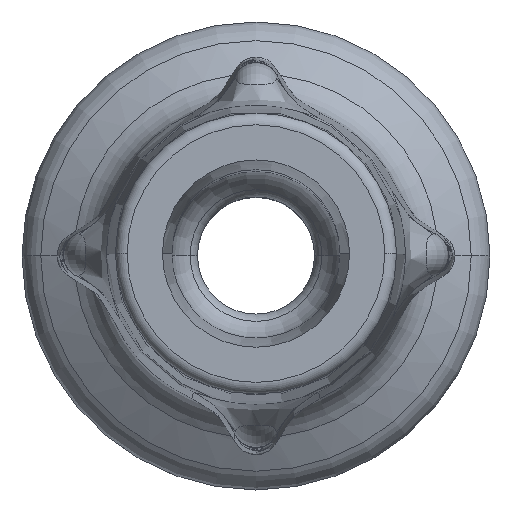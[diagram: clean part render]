
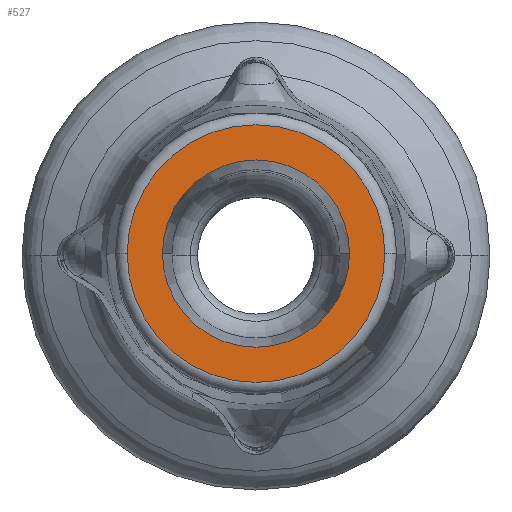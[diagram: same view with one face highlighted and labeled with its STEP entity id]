
A CAD part, top view. The second image highlights one B-rep face of the part: STEP entity #527.
In plain terms, the highlighted planar face has unit normal (0, 0, 1).
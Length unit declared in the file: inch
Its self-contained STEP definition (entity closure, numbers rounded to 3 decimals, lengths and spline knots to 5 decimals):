
#126 = EDGE_CURVE ( 'NONE', #4691, #3354, #1265, .T. ) ;
#353 = FACE_OUTER_BOUND ( 'NONE', #5018, .T. ) ;
#527 = ADVANCED_FACE ( 'NONE', ( #353, #3109 ), #4915, .F. ) ;
#559 = ORIENTED_EDGE ( 'NONE', *, *, #4343, .F. ) ;
#833 = CARTESIAN_POINT ( 'NONE',  ( -0.3, 0., 0. ) ) ;
#1055 = CARTESIAN_POINT ( 'NONE',  ( 0., 0., 0. ) ) ;
#1265 = CIRCLE ( 'NONE', #2030, 0.27531 ) ;
#1281 = DIRECTION ( 'NONE',  ( 0., 0., -1. ) ) ;
#1724 = DIRECTION ( 'NONE',  ( -1., 0., 0. ) ) ;
#1770 = CARTESIAN_POINT ( 'NONE',  ( -0.27531, 0., 0. ) ) ;
#1800 = DIRECTION ( 'NONE',  ( 0., 0., 1. ) ) ;
#2030 = AXIS2_PLACEMENT_3D ( 'NONE', #4055, #2196, #2826 ) ;
#2066 = CARTESIAN_POINT ( 'NONE',  ( 0.27531, 0., 0. ) ) ;
#2130 = DIRECTION ( 'NONE',  ( 0., 0., 1. ) ) ;
#2196 = DIRECTION ( 'NONE',  ( 0., 0., 1. ) ) ;
#2337 = CARTESIAN_POINT ( 'NONE',  ( 0.2, 0., 0. ) ) ;
#2742 = CARTESIAN_POINT ( 'NONE',  ( -0.2, 0., 0. ) ) ;
#2780 = EDGE_CURVE ( 'NONE', #3354, #4691, #3640, .T. ) ;
#2826 = DIRECTION ( 'NONE',  ( -1., 0., 0. ) ) ;
#2867 = DIRECTION ( 'NONE',  ( 0., 0., 1. ) ) ;
#2940 = VERTEX_POINT ( 'NONE', #2742 ) ;
#3109 = FACE_BOUND ( 'NONE', #5013, .T. ) ;
#3155 = ORIENTED_EDGE ( 'NONE', *, *, #126, .T. ) ;
#3354 = VERTEX_POINT ( 'NONE', #1770 ) ;
#3432 = EDGE_CURVE ( 'NONE', #4501, #2940, #5817, .T. ) ;
#3626 = DIRECTION ( 'NONE',  ( 1., 0., 0. ) ) ;
#3640 = CIRCLE ( 'NONE', #5442, 0.27531 ) ;
#3947 = DIRECTION ( 'NONE',  ( 1., 0., 0. ) ) ;
#4020 = AXIS2_PLACEMENT_3D ( 'NONE', #833, #1281, #1724 ) ;
#4055 = CARTESIAN_POINT ( 'NONE',  ( 0., 0., 0. ) ) ;
#4343 = EDGE_CURVE ( 'NONE', #2940, #4501, #5538, .T. ) ;
#4501 = VERTEX_POINT ( 'NONE', #2337 ) ;
#4679 = DIRECTION ( 'NONE',  ( -1., 0., 0. ) ) ;
#4691 = VERTEX_POINT ( 'NONE', #2066 ) ;
#4771 = AXIS2_PLACEMENT_3D ( 'NONE', #5888, #1800, #3626 ) ;
#4846 = CARTESIAN_POINT ( 'NONE',  ( 0., 0., 0. ) ) ;
#4915 = PLANE ( 'NONE',  #4020 ) ;
#4994 = ORIENTED_EDGE ( 'NONE', *, *, #3432, .F. ) ;
#5013 = EDGE_LOOP ( 'NONE', ( #4994, #559 ) ) ;
#5018 = EDGE_LOOP ( 'NONE', ( #5288, #3155 ) ) ;
#5060 = AXIS2_PLACEMENT_3D ( 'NONE', #4846, #2130, #3947 ) ;
#5288 = ORIENTED_EDGE ( 'NONE', *, *, #2780, .T. ) ;
#5442 = AXIS2_PLACEMENT_3D ( 'NONE', #1055, #2867, #4679 ) ;
#5538 = CIRCLE ( 'NONE', #5060, 0.2 ) ;
#5817 = CIRCLE ( 'NONE', #4771, 0.2 ) ;
#5888 = CARTESIAN_POINT ( 'NONE',  ( 0., 0., 0. ) ) ;
